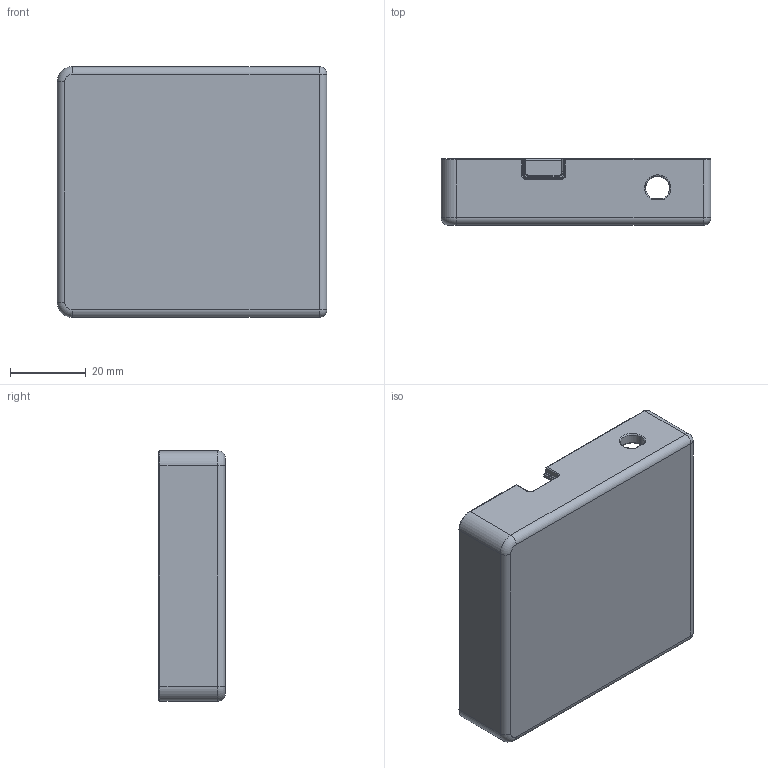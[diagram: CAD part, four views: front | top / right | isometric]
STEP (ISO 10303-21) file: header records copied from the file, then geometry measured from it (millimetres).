
FILE_DESCRIPTION (( 'STEP AP214' ), '1' );
FILE_NAME ('CapiBridge_Case.STEP', '2024-02-17T17:10:30', ( '' ), ( '' ), 'SwSTEP 2.0', 'SolidWorks 2022', '' );
FILE_SCHEMA (( 'AUTOMOTIVE_DESIGN' ));
Length unit declared in the file: millimetre
Products named in the file (1): CapiBridge_Case
Bounding box: 71 x 17.5 x 66 mm (x, y, z)
Volume: 25276.4 mm3; surface area: 17718.7 mm2
Topology: 1 solids, 1 shells, 180 faces, 422 edges, 246 vertices
Faces by surface type: cylinder 82, torus 61, plane 35, sphere 2
Entity records: 5245 total; most frequent: CARTESIAN_POINT 987, DIRECTION 977, ORIENTED_EDGE 840, EDGE_CURVE 420, AXIS2_PLACEMENT_3D 404, VERTEX_POINT 246, CIRCLE 223, EDGE_LOOP 194
